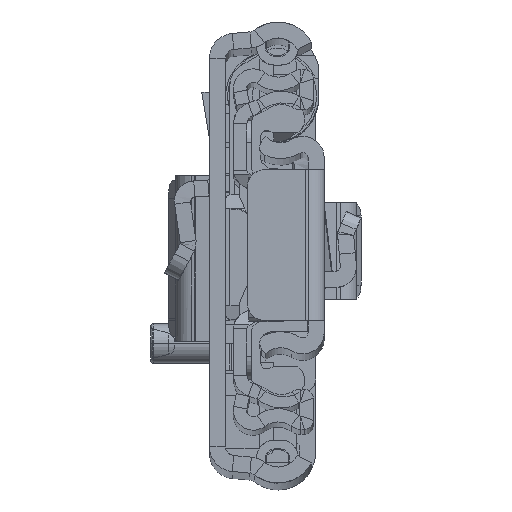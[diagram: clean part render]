
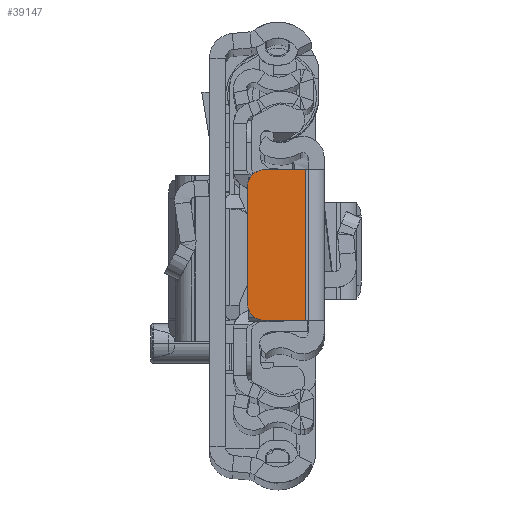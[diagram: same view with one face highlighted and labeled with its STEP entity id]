
A CAD part, top view. The second image highlights one B-rep face of the part: STEP entity #39147.
In plain terms, the highlighted planar face has unit normal (0, 0, 1).
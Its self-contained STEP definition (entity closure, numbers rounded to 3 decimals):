
#537 = DIRECTION ( 'NONE',  ( -1., 0., 0. ) ) ;
#1711 = CIRCLE ( 'NONE', #38541, 2. ) ;
#2034 = CARTESIAN_POINT ( 'NONE',  ( -6.65, -8.5, 0. ) ) ;
#2039 = CARTESIAN_POINT ( 'NONE',  ( -6.65, 6.5, 0. ) ) ;
#2306 = DIRECTION ( 'NONE',  ( -1., 0., 0. ) ) ;
#2664 = EDGE_CURVE ( 'NONE', #33241, #25378, #5801, .T. ) ;
#4094 = ORIENTED_EDGE ( 'NONE', *, *, #41324, .F. ) ;
#4668 = CARTESIAN_POINT ( 'NONE',  ( 0., 0., 0. ) ) ;
#5104 = ORIENTED_EDGE ( 'NONE', *, *, #35632, .T. ) ;
#5801 = LINE ( 'NONE', #34099, #9652 ) ;
#6072 = CARTESIAN_POINT ( 'NONE',  ( -2.05, 8.5, 0. ) ) ;
#7459 = VERTEX_POINT ( 'NONE', #2034 ) ;
#8786 = VERTEX_POINT ( 'NONE', #28412 ) ;
#9593 = DIRECTION ( 'NONE',  ( 1., 0., 0. ) ) ;
#9652 = VECTOR ( 'NONE', #18177, 1000. ) ;
#9992 = LINE ( 'NONE', #19040, #22482 ) ;
#11173 = EDGE_CURVE ( 'NONE', #7459, #25989, #38304, .T. ) ;
#13541 = DIRECTION ( 'NONE',  ( 0., -1., 0. ) ) ;
#14377 = EDGE_CURVE ( 'NONE', #38926, #7459, #39489, .T. ) ;
#14522 = CARTESIAN_POINT ( 'NONE',  ( -6.65, 8.5, 0. ) ) ;
#16274 = CARTESIAN_POINT ( 'NONE',  ( -2.05, -8.5, 0. ) ) ;
#17384 = AXIS2_PLACEMENT_3D ( 'NONE', #36190, #26567, #537 ) ;
#17466 = DIRECTION ( 'NONE',  ( 0., 0., -1. ) ) ;
#18177 = DIRECTION ( 'NONE',  ( -1., 0., 0. ) ) ;
#18228 = CARTESIAN_POINT ( 'NONE',  ( -2.05, -8.5, 0. ) ) ;
#18344 = ORIENTED_EDGE ( 'NONE', *, *, #11173, .T. ) ;
#18415 = ORIENTED_EDGE ( 'NONE', *, *, #35668, .T. ) ;
#18848 = CARTESIAN_POINT ( 'NONE',  ( 0., -8.5, 0. ) ) ;
#19040 = CARTESIAN_POINT ( 'NONE',  ( -8.65, 0., 0. ) ) ;
#19886 = ORIENTED_EDGE ( 'NONE', *, *, #14377, .T. ) ;
#20324 = EDGE_LOOP ( 'NONE', ( #18415, #19886, #18344, #4094, #39942, #5104 ) ) ;
#21297 = VECTOR ( 'NONE', #9593, 1000. ) ;
#21973 = DIRECTION ( 'NONE',  ( -1., 0., 0. ) ) ;
#22482 = VECTOR ( 'NONE', #38096, 1000. ) ;
#25378 = VERTEX_POINT ( 'NONE', #14522 ) ;
#25989 = VERTEX_POINT ( 'NONE', #18228 ) ;
#26567 = DIRECTION ( 'NONE',  ( 0., 0., 1. ) ) ;
#28255 = DIRECTION ( 'NONE',  ( 0., 0., 1. ) ) ;
#28412 = CARTESIAN_POINT ( 'NONE',  ( -8.65, 6.5, 0. ) ) ;
#30202 = AXIS2_PLACEMENT_3D ( 'NONE', #4668, #17466, #2306 ) ;
#30709 = CARTESIAN_POINT ( 'NONE',  ( -8.65, -6.5, 0. ) ) ;
#33241 = VERTEX_POINT ( 'NONE', #6072 ) ;
#34099 = CARTESIAN_POINT ( 'NONE',  ( 0., 8.5, 0. ) ) ;
#34926 = VECTOR ( 'NONE', #13541, 1000. ) ;
#35632 = EDGE_CURVE ( 'NONE', #25378, #8786, #1711, .T. ) ;
#35668 = EDGE_CURVE ( 'NONE', #8786, #38926, #9992, .T. ) ;
#36190 = CARTESIAN_POINT ( 'NONE',  ( -6.65, -6.5, 0. ) ) ;
#38096 = DIRECTION ( 'NONE',  ( 0., -1., 0. ) ) ;
#38304 = LINE ( 'NONE', #18848, #21297 ) ;
#38541 = AXIS2_PLACEMENT_3D ( 'NONE', #2039, #28255, #21973 ) ;
#38903 = LINE ( 'NONE', #16274, #34926 ) ;
#38926 = VERTEX_POINT ( 'NONE', #30709 ) ;
#39147 = ADVANCED_FACE ( 'NONE', ( #39277 ), #39890, .F. ) ;
#39277 = FACE_OUTER_BOUND ( 'NONE', #20324, .T. ) ;
#39489 = CIRCLE ( 'NONE', #17384, 2. ) ;
#39890 = PLANE ( 'NONE',  #30202 ) ;
#39942 = ORIENTED_EDGE ( 'NONE', *, *, #2664, .T. ) ;
#41324 = EDGE_CURVE ( 'NONE', #33241, #25989, #38903, .T. ) ;
